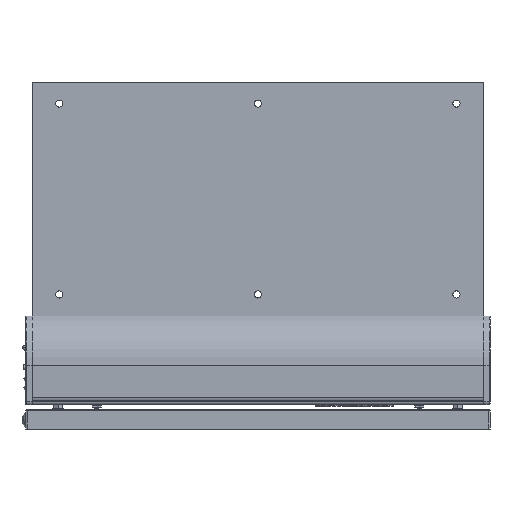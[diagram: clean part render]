
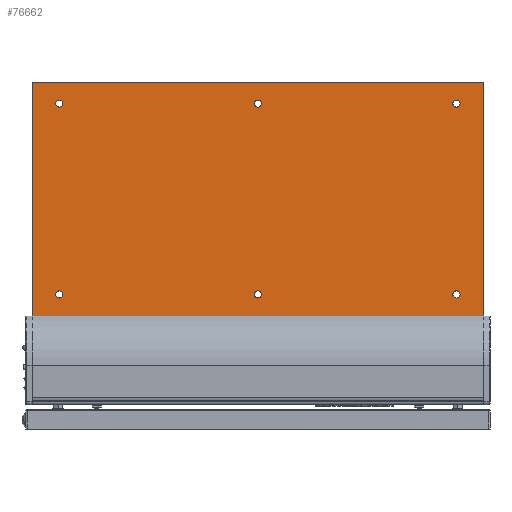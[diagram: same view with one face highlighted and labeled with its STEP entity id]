
A CAD part, left-side view. The second image highlights one B-rep face of the part: STEP entity #76662.
In plain terms, the highlighted planar face has unit normal (-1, 0, 0).
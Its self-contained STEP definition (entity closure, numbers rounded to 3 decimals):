
#76231=DIRECTION('',(0.,1.,0.));
#76232=VECTOR('',#76231,350.);
#76233=CARTESIAN_POINT('',(-2.75,-145.,24.346));
#76234=LINE('',#76233,#76232);
#76239=DIRECTION('',(0.,0.,-1.));
#76240=VECTOR('',#76239,190.);
#76241=CARTESIAN_POINT('',(-2.75,-145.,214.346));
#76242=LINE('',#76241,#76240);
#76247=DIRECTION('',(0.,-1.,0.));
#76248=VECTOR('',#76247,350.);
#76249=CARTESIAN_POINT('',(-2.75,205.,214.346));
#76250=LINE('',#76249,#76248);
#76255=DIRECTION('',(0.,0.,1.));
#76256=VECTOR('',#76255,190.);
#76257=CARTESIAN_POINT('',(-2.75,205.,24.346));
#76258=LINE('',#76257,#76256);
#76259=CARTESIAN_POINT('',(-2.75,-110.,28.846));
#76260=DIRECTION('',(1.,0.,0.));
#76261=DIRECTION('',(0.,-1.,0.));
#76262=AXIS2_PLACEMENT_3D('',#76259,#76260,#76261);
#76264=CARTESIAN_POINT('',(-2.75,-110.,28.846));
#76265=DIRECTION('',(1.,0.,0.));
#76266=DIRECTION('',(0.,1.,0.));
#76267=AXIS2_PLACEMENT_3D('',#76264,#76265,#76266);
#76269=CARTESIAN_POINT('',(-2.75,170.,28.846));
#76270=DIRECTION('',(1.,0.,0.));
#76271=DIRECTION('',(0.,-1.,0.));
#76272=AXIS2_PLACEMENT_3D('',#76269,#76270,#76271);
#76274=CARTESIAN_POINT('',(-2.75,170.,28.846));
#76275=DIRECTION('',(1.,0.,0.));
#76276=DIRECTION('',(0.,1.,0.));
#76277=AXIS2_PLACEMENT_3D('',#76274,#76275,#76276);
#76279=CARTESIAN_POINT('',(-2.75,-124.,50.346));
#76280=DIRECTION('',(1.,0.,0.));
#76281=DIRECTION('',(0.,-1.,0.));
#76282=AXIS2_PLACEMENT_3D('',#76279,#76280,#76281);
#76284=CARTESIAN_POINT('',(-2.75,-124.,50.346));
#76285=DIRECTION('',(1.,0.,0.));
#76286=DIRECTION('',(0.,1.,0.));
#76287=AXIS2_PLACEMENT_3D('',#76284,#76285,#76286);
#76289=CARTESIAN_POINT('',(-2.75,-124.,198.346));
#76290=DIRECTION('',(1.,0.,0.));
#76291=DIRECTION('',(0.,-1.,0.));
#76292=AXIS2_PLACEMENT_3D('',#76289,#76290,#76291);
#76294=CARTESIAN_POINT('',(-2.75,-124.,198.346));
#76295=DIRECTION('',(1.,0.,0.));
#76296=DIRECTION('',(0.,1.,0.));
#76297=AXIS2_PLACEMENT_3D('',#76294,#76295,#76296);
#76299=CARTESIAN_POINT('',(-2.75,184.,50.346));
#76300=DIRECTION('',(1.,0.,0.));
#76301=DIRECTION('',(0.,-1.,0.));
#76302=AXIS2_PLACEMENT_3D('',#76299,#76300,#76301);
#76304=CARTESIAN_POINT('',(-2.75,184.,50.346));
#76305=DIRECTION('',(1.,0.,0.));
#76306=DIRECTION('',(0.,1.,0.));
#76307=AXIS2_PLACEMENT_3D('',#76304,#76305,#76306);
#76309=CARTESIAN_POINT('',(-2.75,184.,198.346));
#76310=DIRECTION('',(1.,0.,0.));
#76311=DIRECTION('',(0.,-1.,0.));
#76312=AXIS2_PLACEMENT_3D('',#76309,#76310,#76311);
#76314=CARTESIAN_POINT('',(-2.75,184.,198.346));
#76315=DIRECTION('',(1.,0.,0.));
#76316=DIRECTION('',(0.,1.,0.));
#76317=AXIS2_PLACEMENT_3D('',#76314,#76315,#76316);
#76319=CARTESIAN_POINT('',(-2.75,30.,198.346));
#76320=DIRECTION('',(1.,0.,0.));
#76321=DIRECTION('',(0.,1.,0.));
#76322=AXIS2_PLACEMENT_3D('',#76319,#76320,#76321);
#76324=CARTESIAN_POINT('',(-2.75,30.,198.346));
#76325=DIRECTION('',(1.,0.,0.));
#76326=DIRECTION('',(0.,-1.,0.));
#76327=AXIS2_PLACEMENT_3D('',#76324,#76325,#76326);
#76329=CARTESIAN_POINT('',(-2.75,30.,50.346));
#76330=DIRECTION('',(1.,0.,0.));
#76331=DIRECTION('',(0.,1.,0.));
#76332=AXIS2_PLACEMENT_3D('',#76329,#76330,#76331);
#76334=CARTESIAN_POINT('',(-2.75,30.,50.346));
#76335=DIRECTION('',(1.,0.,0.));
#76336=DIRECTION('',(0.,-1.,0.));
#76337=AXIS2_PLACEMENT_3D('',#76334,#76335,#76336);
#76435=CARTESIAN_POINT('',(-2.75,-112.,28.846));
#76436=VERTEX_POINT('',#76435);
#76437=CARTESIAN_POINT('',(-2.75,-108.,28.846));
#76438=VERTEX_POINT('',#76437);
#76439=CARTESIAN_POINT('',(-2.75,205.,214.346));
#76440=CARTESIAN_POINT('',(-2.75,-145.,214.346));
#76441=VERTEX_POINT('',#76439);
#76442=VERTEX_POINT('',#76440);
#76443=CARTESIAN_POINT('',(-2.75,205.,24.346));
#76444=VERTEX_POINT('',#76443);
#76445=CARTESIAN_POINT('',(-2.75,-145.,24.346));
#76446=VERTEX_POINT('',#76445);
#76447=CARTESIAN_POINT('',(-2.75,168.,28.846));
#76448=CARTESIAN_POINT('',(-2.75,172.,28.846));
#76449=VERTEX_POINT('',#76447);
#76450=VERTEX_POINT('',#76448);
#76451=CARTESIAN_POINT('',(-2.75,-126.75,50.346));
#76452=CARTESIAN_POINT('',(-2.75,-121.25,50.346));
#76453=VERTEX_POINT('',#76451);
#76454=VERTEX_POINT('',#76452);
#76455=CARTESIAN_POINT('',(-2.75,-126.75,198.346));
#76456=CARTESIAN_POINT('',(-2.75,-121.25,198.346));
#76457=VERTEX_POINT('',#76455);
#76458=VERTEX_POINT('',#76456);
#76459=CARTESIAN_POINT('',(-2.75,181.25,50.346));
#76460=CARTESIAN_POINT('',(-2.75,186.75,50.346));
#76461=VERTEX_POINT('',#76459);
#76462=VERTEX_POINT('',#76460);
#76463=CARTESIAN_POINT('',(-2.75,181.25,198.346));
#76464=CARTESIAN_POINT('',(-2.75,186.75,198.346));
#76465=VERTEX_POINT('',#76463);
#76466=VERTEX_POINT('',#76464);
#76475=CARTESIAN_POINT('',(-2.75,32.75,198.346));
#76476=CARTESIAN_POINT('',(-2.75,27.25,198.346));
#76477=VERTEX_POINT('',#76475);
#76478=VERTEX_POINT('',#76476);
#76479=CARTESIAN_POINT('',(-2.75,32.75,50.346));
#76480=CARTESIAN_POINT('',(-2.75,27.25,50.346));
#76481=VERTEX_POINT('',#76479);
#76482=VERTEX_POINT('',#76480);
#76603=CARTESIAN_POINT('',(-2.75,30.,34.346));
#76604=DIRECTION('',(-1.,0.,0.));
#76605=DIRECTION('',(0.,1.,0.));
#76606=AXIS2_PLACEMENT_3D('',#76603,#76604,#76605);
#76607=PLANE('',#76606);
#76608=ORIENTED_EDGE('',*,*,#76585,.T.);
#76609=ORIENTED_EDGE('',*,*,#76571,.T.);
#76610=ORIENTED_EDGE('',*,*,#76557,.T.);
#76611=ORIENTED_EDGE('',*,*,#76598,.T.);
#76612=EDGE_LOOP('',(#76608,#76609,#76610,#76611));
#76613=FACE_OUTER_BOUND('',#76612,.F.);
#76615=ORIENTED_EDGE('',*,*,#76614,.F.);
#76617=ORIENTED_EDGE('',*,*,#76616,.F.);
#76618=EDGE_LOOP('',(#76615,#76617));
#76619=FACE_BOUND('',#76618,.F.);
#76621=ORIENTED_EDGE('',*,*,#76620,.F.);
#76623=ORIENTED_EDGE('',*,*,#76622,.F.);
#76624=EDGE_LOOP('',(#76621,#76623));
#76625=FACE_BOUND('',#76624,.F.);
#76627=ORIENTED_EDGE('',*,*,#76626,.F.);
#76629=ORIENTED_EDGE('',*,*,#76628,.F.);
#76630=EDGE_LOOP('',(#76627,#76629));
#76631=FACE_BOUND('',#76630,.F.);
#76633=ORIENTED_EDGE('',*,*,#76632,.F.);
#76635=ORIENTED_EDGE('',*,*,#76634,.F.);
#76636=EDGE_LOOP('',(#76633,#76635));
#76637=FACE_BOUND('',#76636,.F.);
#76639=ORIENTED_EDGE('',*,*,#76638,.F.);
#76641=ORIENTED_EDGE('',*,*,#76640,.F.);
#76642=EDGE_LOOP('',(#76639,#76641));
#76643=FACE_BOUND('',#76642,.F.);
#76645=ORIENTED_EDGE('',*,*,#76644,.F.);
#76647=ORIENTED_EDGE('',*,*,#76646,.F.);
#76648=EDGE_LOOP('',(#76645,#76647));
#76649=FACE_BOUND('',#76648,.F.);
#76651=ORIENTED_EDGE('',*,*,#76650,.F.);
#76653=ORIENTED_EDGE('',*,*,#76652,.F.);
#76654=EDGE_LOOP('',(#76651,#76653));
#76655=FACE_BOUND('',#76654,.F.);
#76657=ORIENTED_EDGE('',*,*,#76656,.F.);
#76659=ORIENTED_EDGE('',*,*,#76658,.F.);
#76660=EDGE_LOOP('',(#76657,#76659));
#76661=FACE_BOUND('',#76660,.F.);
#76662=ADVANCED_FACE('',(#76613,#76619,#76625,#76631,#76637,#76643,#76649,
#76655,#76661),#76607,.T.);
#76263=CIRCLE('',#76262,2.);
#76268=CIRCLE('',#76267,2.);
#76273=CIRCLE('',#76272,2.);
#76278=CIRCLE('',#76277,2.);
#76283=CIRCLE('',#76282,2.75);
#76288=CIRCLE('',#76287,2.75);
#76293=CIRCLE('',#76292,2.75);
#76298=CIRCLE('',#76297,2.75);
#76303=CIRCLE('',#76302,2.75);
#76308=CIRCLE('',#76307,2.75);
#76313=CIRCLE('',#76312,2.75);
#76318=CIRCLE('',#76317,2.75);
#76323=CIRCLE('',#76322,2.75);
#76328=CIRCLE('',#76327,2.75);
#76333=CIRCLE('',#76332,2.75);
#76338=CIRCLE('',#76337,2.75);
#76557=EDGE_CURVE('',#76446,#76444,#76234,.T.);
#76571=EDGE_CURVE('',#76442,#76446,#76242,.T.);
#76585=EDGE_CURVE('',#76441,#76442,#76250,.T.);
#76598=EDGE_CURVE('',#76444,#76441,#76258,.T.);
#76614=EDGE_CURVE('',#76436,#76438,#76263,.T.);
#76616=EDGE_CURVE('',#76438,#76436,#76268,.T.);
#76620=EDGE_CURVE('',#76449,#76450,#76273,.T.);
#76622=EDGE_CURVE('',#76450,#76449,#76278,.T.);
#76626=EDGE_CURVE('',#76453,#76454,#76283,.T.);
#76628=EDGE_CURVE('',#76454,#76453,#76288,.T.);
#76632=EDGE_CURVE('',#76457,#76458,#76293,.T.);
#76634=EDGE_CURVE('',#76458,#76457,#76298,.T.);
#76638=EDGE_CURVE('',#76461,#76462,#76303,.T.);
#76640=EDGE_CURVE('',#76462,#76461,#76308,.T.);
#76644=EDGE_CURVE('',#76465,#76466,#76313,.T.);
#76646=EDGE_CURVE('',#76466,#76465,#76318,.T.);
#76650=EDGE_CURVE('',#76477,#76478,#76323,.T.);
#76652=EDGE_CURVE('',#76478,#76477,#76328,.T.);
#76656=EDGE_CURVE('',#76481,#76482,#76333,.T.);
#76658=EDGE_CURVE('',#76482,#76481,#76338,.T.);
